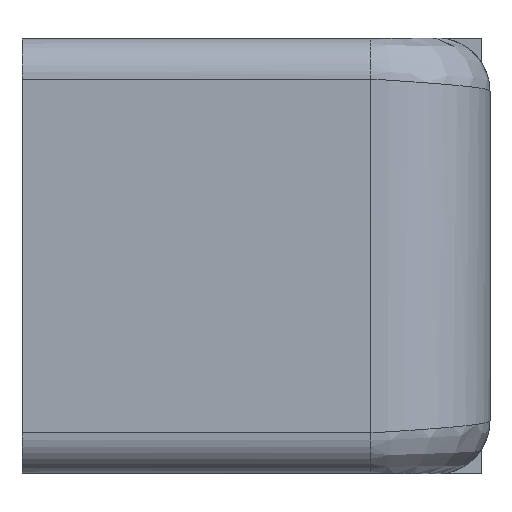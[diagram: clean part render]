
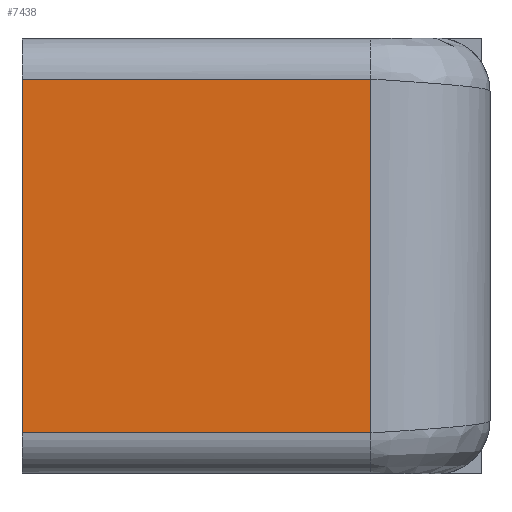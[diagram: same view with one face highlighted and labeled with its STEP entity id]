
A CAD part, front view. The second image highlights one B-rep face of the part: STEP entity #7438.
In plain terms, the highlighted planar face has unit normal (0, -1, 0).
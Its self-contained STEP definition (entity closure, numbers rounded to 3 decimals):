
#1058 = PLANE('',#1059);
#1059 = AXIS2_PLACEMENT_3D('',#1060,#1061,#1062);
#1060 = CARTESIAN_POINT('',(30.826,124.744,40.471));
#1061 = DIRECTION('',(-1.,0.,0.));
#1062 = DIRECTION('',(0.,-1.,0.));
#1306 = VERTEX_POINT('',#1307);
#1307 = CARTESIAN_POINT('',(30.826,-65.487,-6.25));
#1326 = CYLINDRICAL_SURFACE('',#1327,5.);
#1327 = AXIS2_PLACEMENT_3D('',#1328,#1329,#1330);
#1328 = CARTESIAN_POINT('',(39.613,-60.487,-6.25));
#1329 = DIRECTION('',(1.,0.,0.));
#1330 = DIRECTION('',(0.,1.,0.));
#1338 = EDGE_CURVE('',#1306,#1339,#1341,.T.);
#1339 = VERTEX_POINT('',#1340);
#1340 = CARTESIAN_POINT('',(30.826,-65.487,36.85));
#1341 = SURFACE_CURVE('',#1342,(#1346,#1353),.PCURVE_S1.);
#1342 = LINE('',#1343,#1344);
#1343 = CARTESIAN_POINT('',(30.826,-65.487,969.961));
#1344 = VECTOR('',#1345,1.);
#1345 = DIRECTION('',(0.,0.,1.));
#1346 = PCURVE('',#1058,#1347);
#1347 = DEFINITIONAL_REPRESENTATION('',(#1348),#1352);
#1348 = LINE('',#1349,#1350);
#1349 = CARTESIAN_POINT('',(190.232,929.49));
#1350 = VECTOR('',#1351,1.);
#1351 = DIRECTION('',(0.,1.));
#1352 = ( GEOMETRIC_REPRESENTATION_CONTEXT(2) 
PARAMETRIC_REPRESENTATION_CONTEXT() REPRESENTATION_CONTEXT('2D SPACE',''
  ) );
#1353 = PCURVE('',#1354,#1359);
#1354 = PLANE('',#1355);
#1355 = AXIS2_PLACEMENT_3D('',#1356,#1357,#1358);
#1356 = CARTESIAN_POINT('',(31.136,-65.487,-11.25));
#1357 = DIRECTION('',(0.,1.,0.));
#1358 = DIRECTION('',(-1.,0.,0.));
#1359 = DEFINITIONAL_REPRESENTATION('',(#1360),#1364);
#1360 = LINE('',#1361,#1362);
#1361 = CARTESIAN_POINT('',(0.31,981.211));
#1362 = VECTOR('',#1363,1.);
#1363 = DIRECTION('',(0.,1.));
#1364 = ( GEOMETRIC_REPRESENTATION_CONTEXT(2) 
PARAMETRIC_REPRESENTATION_CONTEXT() REPRESENTATION_CONTEXT('2D SPACE',''
  ) );
#1383 = CYLINDRICAL_SURFACE('',#1384,5.);
#1384 = AXIS2_PLACEMENT_3D('',#1385,#1386,#1387);
#1385 = CARTESIAN_POINT('',(39.613,-60.487,36.85));
#1386 = DIRECTION('',(-1.,0.,0.));
#1387 = DIRECTION('',(0.,-1.,0.));
#7438 = ADVANCED_FACE('',(#7439),#1354,.F.);
#7439 = FACE_BOUND('',#7440,.T.);
#7440 = EDGE_LOOP('',(#7441,#7464,#7465,#7488));
#7441 = ORIENTED_EDGE('',*,*,#7442,.T.);
#7442 = EDGE_CURVE('',#7443,#1339,#7445,.T.);
#7443 = VERTEX_POINT('',#7444);
#7444 = CARTESIAN_POINT('',(73.326,-65.487,36.85));
#7445 = SURFACE_CURVE('',#7446,(#7450,#7457),.PCURVE_S1.);
#7446 = LINE('',#7447,#7448);
#7447 = CARTESIAN_POINT('',(39.613,-65.487,36.85));
#7448 = VECTOR('',#7449,1.);
#7449 = DIRECTION('',(-1.,0.,0.));
#7450 = PCURVE('',#1354,#7451);
#7451 = DEFINITIONAL_REPRESENTATION('',(#7452),#7456);
#7452 = LINE('',#7453,#7454);
#7453 = CARTESIAN_POINT('',(-8.477,48.1));
#7454 = VECTOR('',#7455,1.);
#7455 = DIRECTION('',(1.,0.));
#7456 = ( GEOMETRIC_REPRESENTATION_CONTEXT(2) 
PARAMETRIC_REPRESENTATION_CONTEXT() REPRESENTATION_CONTEXT('2D SPACE',''
  ) );
#7457 = PCURVE('',#1383,#7458);
#7458 = DEFINITIONAL_REPRESENTATION('',(#7459),#7463);
#7459 = LINE('',#7460,#7461);
#7460 = CARTESIAN_POINT('',(0.,0.));
#7461 = VECTOR('',#7462,1.);
#7462 = DIRECTION('',(0.,1.));
#7463 = ( GEOMETRIC_REPRESENTATION_CONTEXT(2) 
PARAMETRIC_REPRESENTATION_CONTEXT() REPRESENTATION_CONTEXT('2D SPACE',''
  ) );
#7464 = ORIENTED_EDGE('',*,*,#1338,.F.);
#7465 = ORIENTED_EDGE('',*,*,#7466,.T.);
#7466 = EDGE_CURVE('',#1306,#7467,#7469,.T.);
#7467 = VERTEX_POINT('',#7468);
#7468 = CARTESIAN_POINT('',(73.326,-65.487,-6.25));
#7469 = SURFACE_CURVE('',#7470,(#7474,#7481),.PCURVE_S1.);
#7470 = LINE('',#7471,#7472);
#7471 = CARTESIAN_POINT('',(39.613,-65.487,-6.25));
#7472 = VECTOR('',#7473,1.);
#7473 = DIRECTION('',(1.,0.,0.));
#7474 = PCURVE('',#1354,#7475);
#7475 = DEFINITIONAL_REPRESENTATION('',(#7476),#7480);
#7476 = LINE('',#7477,#7478);
#7477 = CARTESIAN_POINT('',(-8.477,5.));
#7478 = VECTOR('',#7479,1.);
#7479 = DIRECTION('',(-1.,0.));
#7480 = ( GEOMETRIC_REPRESENTATION_CONTEXT(2) 
PARAMETRIC_REPRESENTATION_CONTEXT() REPRESENTATION_CONTEXT('2D SPACE',''
  ) );
#7481 = PCURVE('',#1326,#7482);
#7482 = DEFINITIONAL_REPRESENTATION('',(#7483),#7487);
#7483 = LINE('',#7484,#7485);
#7484 = CARTESIAN_POINT('',(3.142,0.));
#7485 = VECTOR('',#7486,1.);
#7486 = DIRECTION('',(0.,1.));
#7487 = ( GEOMETRIC_REPRESENTATION_CONTEXT(2) 
PARAMETRIC_REPRESENTATION_CONTEXT() REPRESENTATION_CONTEXT('2D SPACE',''
  ) );
#7488 = ORIENTED_EDGE('',*,*,#7489,.F.);
#7489 = EDGE_CURVE('',#7443,#7467,#7490,.T.);
#7490 = SURFACE_CURVE('',#7491,(#7495,#7502),.PCURVE_S1.);
#7491 = LINE('',#7492,#7493);
#7492 = CARTESIAN_POINT('',(73.326,-65.487,-939.361));
#7493 = VECTOR('',#7494,1.);
#7494 = DIRECTION('',(0.,0.,-1.));
#7495 = PCURVE('',#1354,#7496);
#7496 = DEFINITIONAL_REPRESENTATION('',(#7497),#7501);
#7497 = LINE('',#7498,#7499);
#7498 = CARTESIAN_POINT('',(-42.19,-928.111));
#7499 = VECTOR('',#7500,1.);
#7500 = DIRECTION('',(0.,-1.));
#7501 = ( GEOMETRIC_REPRESENTATION_CONTEXT(2) 
PARAMETRIC_REPRESENTATION_CONTEXT() REPRESENTATION_CONTEXT('2D SPACE',''
  ) );
#7502 = PCURVE('',#7503,#7508);
#7503 = CYLINDRICAL_SURFACE('',#7504,14.5);
#7504 = AXIS2_PLACEMENT_3D('',#7505,#7506,#7507);
#7505 = CARTESIAN_POINT('',(73.326,-50.987,-939.361));
#7506 = DIRECTION('',(0.,0.,-1.));
#7507 = DIRECTION('',(0.,-1.,0.));
#7508 = DEFINITIONAL_REPRESENTATION('',(#7509),#7513);
#7509 = LINE('',#7510,#7511);
#7510 = CARTESIAN_POINT('',(6.283,0.));
#7511 = VECTOR('',#7512,1.);
#7512 = DIRECTION('',(0.,1.));
#7513 = ( GEOMETRIC_REPRESENTATION_CONTEXT(2) 
PARAMETRIC_REPRESENTATION_CONTEXT() REPRESENTATION_CONTEXT('2D SPACE',''
  ) );
